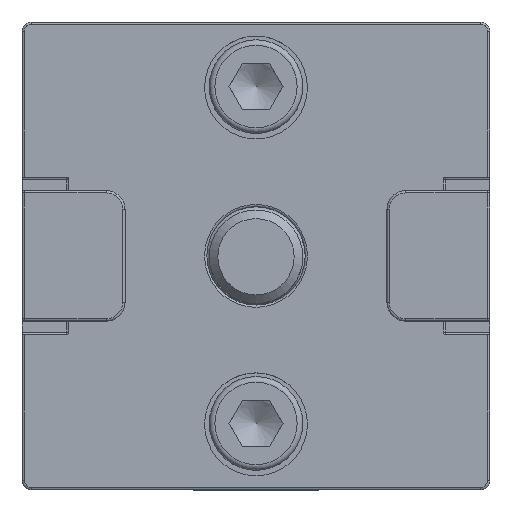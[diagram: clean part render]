
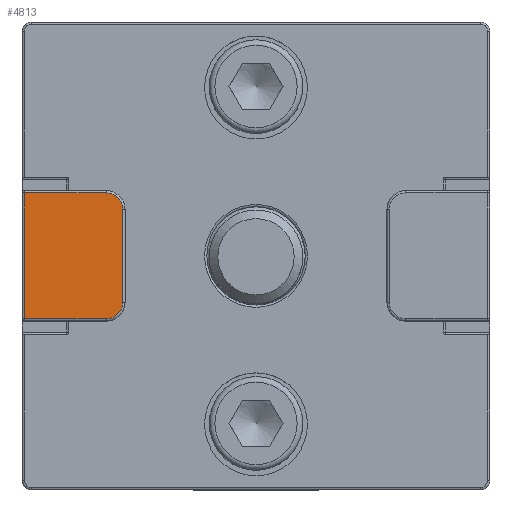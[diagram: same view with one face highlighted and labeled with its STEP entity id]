
A CAD part, top view. The second image highlights one B-rep face of the part: STEP entity #4813.
In plain terms, the highlighted planar face has unit normal (0, 0, 1).
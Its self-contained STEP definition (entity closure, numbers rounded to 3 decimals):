
#335=PLANE('',#5197);
#472=FACE_OUTER_BOUND('',#800,.T.);
#800=EDGE_LOOP('',(#3345,#3346,#3347,#3348,#3349,#3350));
#1183=LINE('',#7497,#1493);
#1185=LINE('',#7509,#1495);
#1187=LINE('',#7517,#1497);
#1188=LINE('',#7519,#1498);
#1493=VECTOR('',#5911,8.75);
#1495=VECTOR('',#5925,9.95);
#1497=VECTOR('',#5937,8.75);
#1498=VECTOR('',#5940,13.45);
#1798=CIRCLE('',#5181,1.75);
#1802=CIRCLE('',#5187,1.75);
#2096=VERTEX_POINT('',#7476);
#2099=VERTEX_POINT('',#7485);
#2102=VERTEX_POINT('',#7495);
#2104=VERTEX_POINT('',#7501);
#2106=VERTEX_POINT('',#7507);
#2107=VERTEX_POINT('',#7512);
#2556=EDGE_CURVE('',#2102,#2099,#1183,.T.);
#2559=EDGE_CURVE('',#2104,#2102,#1798,.T.);
#2562=EDGE_CURVE('',#2106,#2104,#1185,.T.);
#2565=EDGE_CURVE('',#2107,#2106,#1802,.T.);
#2567=EDGE_CURVE('',#2096,#2107,#1187,.T.);
#2568=EDGE_CURVE('',#2099,#2096,#1188,.T.);
#3345=ORIENTED_EDGE('',*,*,#2556,.F.);
#3346=ORIENTED_EDGE('',*,*,#2559,.F.);
#3347=ORIENTED_EDGE('',*,*,#2562,.F.);
#3348=ORIENTED_EDGE('',*,*,#2565,.F.);
#3349=ORIENTED_EDGE('',*,*,#2567,.F.);
#3350=ORIENTED_EDGE('',*,*,#2568,.F.);
#4813=ADVANCED_FACE('',(#472),#335,.T.);
#5181=AXIS2_PLACEMENT_3D('',#7503,#5917,#5918);
#5187=AXIS2_PLACEMENT_3D('',#7514,#5931,#5932);
#5197=AXIS2_PLACEMENT_3D('',#7537,#5960,#5961);
#5911=DIRECTION('',(-1.,0.,0.));
#5917=DIRECTION('center_axis',(0.,0.,-1.));
#5918=DIRECTION('ref_axis',(0.707,-0.707,0.));
#5925=DIRECTION('',(0.,-1.,0.));
#5931=DIRECTION('center_axis',(0.,0.,-1.));
#5932=DIRECTION('ref_axis',(0.707,0.707,0.));
#5937=DIRECTION('',(1.,0.,0.));
#5940=DIRECTION('',(0.,1.,0.));
#5960=DIRECTION('center_axis',(0.,0.,1.));
#5961=DIRECTION('ref_axis',(1.,0.,0.));
#7476=CARTESIAN_POINT('',(-24.75,6.725,15.));
#7485=CARTESIAN_POINT('',(-24.75,-6.725,15.));
#7495=CARTESIAN_POINT('',(-16.,-6.725,15.));
#7497=CARTESIAN_POINT('',(-22.25,-6.725,15.));
#7501=CARTESIAN_POINT('',(-14.25,-4.975,15.));
#7503=CARTESIAN_POINT('Origin',(-16.,-4.975,15.));
#7507=CARTESIAN_POINT('',(-14.25,4.975,15.));
#7509=CARTESIAN_POINT('',(-14.25,-3.488,15.));
#7512=CARTESIAN_POINT('',(-16.,6.725,15.));
#7514=CARTESIAN_POINT('Origin',(-16.,4.975,15.));
#7517=CARTESIAN_POINT('',(-16.75,6.725,15.));
#7519=CARTESIAN_POINT('',(-24.75,-12.5,15.));
#7537=CARTESIAN_POINT('Origin',(-19.5,0.,15.));
